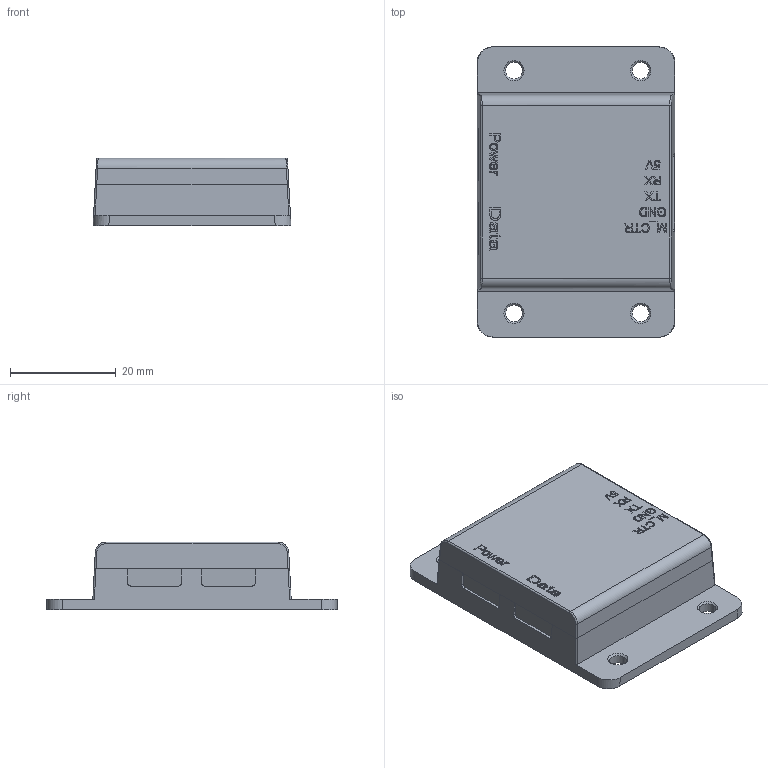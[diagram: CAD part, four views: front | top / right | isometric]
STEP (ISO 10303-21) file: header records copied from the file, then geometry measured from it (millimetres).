
FILE_DESCRIPTION (( 'STEP AP214' ), '1' );
FILE_NAME ('揹諳蛌諉啣-0622.STEP', '2020-06-22T02:42:34', ( '' ), ( '' ), 'SwSTEP 2.0', 'SolidWorks 2016', '' );
FILE_SCHEMA (( 'AUTOMOTIVE_DESIGN' ));
Length unit declared in the file: millimetre
Products named in the file (1): 揹諳蛌諉啣-0622
Bounding box: 37.52 x 55 x 12.8 mm (x, y, z)
Volume: 11118.7 mm3; surface area: 13808 mm2
Topology: 3 solids, 3 shells, 906 faces, 2417 edges, 1602 vertices
Faces by surface type: plane 503, cylinder 182, bspline 181, cone 36, torus 4
Entity records: 31398 total; most frequent: CARTESIAN_POINT 9845, ORIENTED_EDGE 4826, DIRECTION 3751, EDGE_CURVE 2413, VERTEX_POINT 1600, LINE 1435, VECTOR 1435, AXIS2_PLACEMENT_3D 1158
